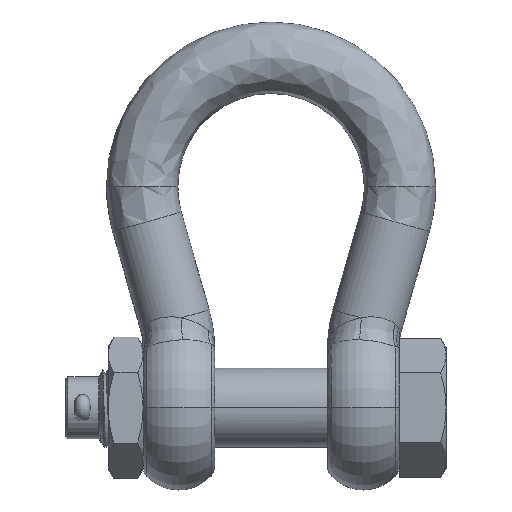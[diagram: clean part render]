
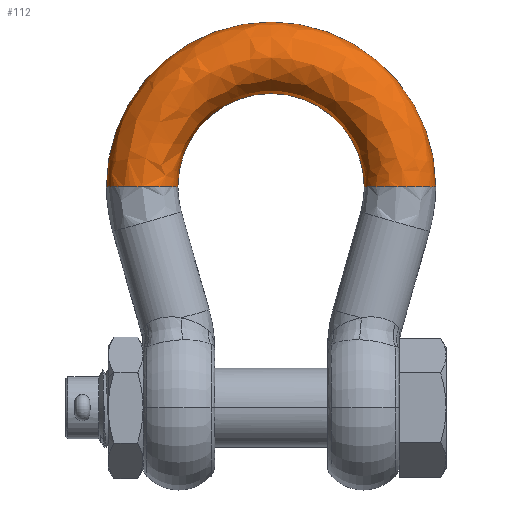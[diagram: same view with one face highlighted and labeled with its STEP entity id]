
A CAD part, top view. The second image highlights one B-rep face of the part: STEP entity #112.
In plain terms, the highlighted free-form (B-spline) face has degree [3, 3] with [4, 4] control points.
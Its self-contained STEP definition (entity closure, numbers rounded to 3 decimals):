
#112=ADVANCED_FACE('NONE',(#848),#849,.F.);
#848=FACE_OUTER_BOUND('',#2352,.T.);
#849=(B_SPLINE_SURFACE(3,3,((#2354,#2355,#2356,#2357),(#2358,#2359,#2360,#2361),(#2362,#2363,#2364,#2365),(#2366,#2367,#2368,#2369)),.UNSPECIFIED.,.F.,.F.,.F.)B_SPLINE_SURFACE_WITH_KNOTS((4,4),(4,4),(0.0,1.0),(0.0,1.0),.UNSPECIFIED.)RATIONAL_B_SPLINE_SURFACE(((1.0,0.333,0.333,1.0),(0.333,0.111,0.111,0.333),(0.333,0.111,0.111,0.333),(1.0,0.333,0.333,1.0)))BOUNDED_SURFACE()REPRESENTATION_ITEM('')GEOMETRIC_REPRESENTATION_ITEM()SURFACE());
#2352=EDGE_LOOP('',(#11745,#11746,#11747,#11748));
#2354=CARTESIAN_POINT('',(-49.5,117.5,0.));
#2355=CARTESIAN_POINT('',(-49.5,216.5,0.));
#2356=CARTESIAN_POINT('',(49.5,216.5,0.));
#2357=CARTESIAN_POINT('',(49.5,117.5,0.));
#2358=CARTESIAN_POINT('',(-49.5,117.5,38.));
#2359=CARTESIAN_POINT('',(-49.5,216.5,38.));
#2360=CARTESIAN_POINT('',(49.5,216.5,38.));
#2361=CARTESIAN_POINT('',(49.5,117.5,38.));
#2362=CARTESIAN_POINT('',(-87.5,117.5,38.0));
#2363=CARTESIAN_POINT('',(-87.5,292.5,38.0));
#2364=CARTESIAN_POINT('',(87.5,292.5,38.0));
#2365=CARTESIAN_POINT('',(87.5,117.5,38.0));
#2366=CARTESIAN_POINT('',(-87.5,117.5,0.));
#2367=CARTESIAN_POINT('',(-87.5,292.5,0.));
#2368=CARTESIAN_POINT('',(87.5,292.5,0.));
#2369=CARTESIAN_POINT('',(87.5,117.5,0.));
#11745=ORIENTED_EDGE('',*,*,#17115,.T.);
#11746=ORIENTED_EDGE('',*,*,#17117,.T.);
#11747=ORIENTED_EDGE('',*,*,#17113,.T.);
#11748=ORIENTED_EDGE('',*,*,#17118,.F.);
#17113=EDGE_CURVE('NONE',#19176,#19177,#19178,.T.);
#17115=EDGE_CURVE('NONE',#19181,#19179,#19182,.T.);
#17117=EDGE_CURVE('NONE',#19179,#19176,#19184,.T.);
#17118=EDGE_CURVE('NONE',#19181,#19177,#19185,.T.);
#19176=VERTEX_POINT('NONE',#22840);
#19177=VERTEX_POINT('NONE',#22841);
#19178=CIRCLE('',#22842,87.5);
#19179=VERTEX_POINT('NONE',#22843);
#19181=VERTEX_POINT('NONE',#22855);
#19182=CIRCLE('',#22856,49.5);
#19184=(B_SPLINE_CURVE(3,(#22859,#22860,#22861,#22862),.UNSPECIFIED.,.F.,.F.)B_SPLINE_CURVE_WITH_KNOTS((4,4),(0.0,1.0),.UNSPECIFIED.)RATIONAL_B_SPLINE_CURVE((1.0,0.333,0.333,1.0))BOUNDED_CURVE()REPRESENTATION_ITEM('')GEOMETRIC_REPRESENTATION_ITEM()CURVE());
#19185=CIRCLE('',#22869,19.0);
#22840=CARTESIAN_POINT('',(87.5,117.5,0.));
#22841=CARTESIAN_POINT('',(-87.5,117.5,0.));
#22842=AXIS2_PLACEMENT_3D('',#35389,#35390,#35391);
#22843=CARTESIAN_POINT('',(49.5,117.5,0.));
#22855=CARTESIAN_POINT('',(-49.5,117.5,0.));
#22856=AXIS2_PLACEMENT_3D('',#35392,#35393,#35394);
#22859=CARTESIAN_POINT('',(49.5,117.5,0.));
#22860=CARTESIAN_POINT('',(49.5,117.5,38.));
#22861=CARTESIAN_POINT('',(87.5,117.5,38.0));
#22862=CARTESIAN_POINT('',(87.5,117.5,0.));
#22869=AXIS2_PLACEMENT_3D('',#35398,#35399,#35400);
#35389=CARTESIAN_POINT('',(0.0,117.5,0.));
#35390=DIRECTION('',(0.0,-0.0,1.0));
#35391=DIRECTION('',(1.0,0.0,0.0));
#35392=CARTESIAN_POINT('',(0.0,117.5,0.));
#35393=DIRECTION('',(0.0,0.0,-1.0));
#35394=DIRECTION('',(1.0,0.0,0.0));
#35398=CARTESIAN_POINT('',(-68.5,117.5,0.));
#35399=DIRECTION('',(0.,-1.0,0.));
#35400=DIRECTION('',(0.0,0.,-1.0));
